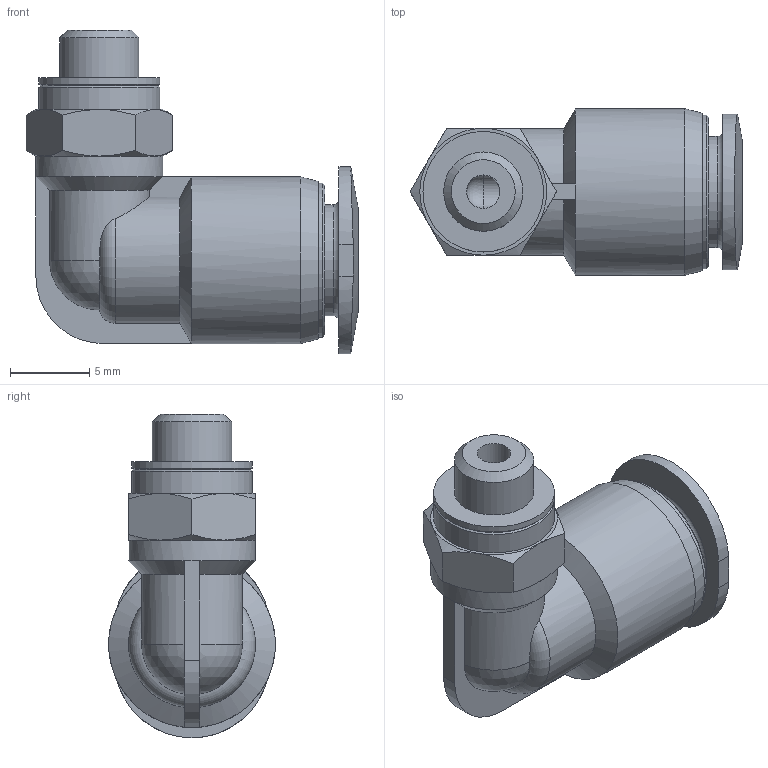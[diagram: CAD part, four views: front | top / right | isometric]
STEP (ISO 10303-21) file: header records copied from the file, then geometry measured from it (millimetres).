
FILE_DESCRIPTION(/* description */ ('STEP AP214'),/* implementation_level */ '2;1');
FILE_NAME(/* name */ '130772_QSML-M5-6-100',/* time_stamp */ '2024-09-10T14:17:54+02:00',/* author */ ('License CC BY-ND 4.0'),/* organization */ ('CADENAS'),/* preprocessor_version */ 'ST-DEVELOPER v19.3',/* originating_system */ 'PARTsolutions',/* authorisation */ ' ');
FILE_SCHEMA (('AUTOMOTIVE_DESIGN {1 0 10303 214 3 1 1}'));
Length unit declared in the file: millimetre
Products named in the file (1): 130772 QSML-M5-6-100
Bounding box: 20.92 x 10.5 x 20.4 mm (x, y, z)
Volume: 1298.7 mm3; surface area: 1425 mm2
Topology: 1 solids, 1 shells, 74 faces, 168 edges, 100 vertices
Faces by surface type: plane 28, cone 22, cylinder 17, torus 4, sphere 3
Full cylindrical faces by diameter (mm): 2.1 x2, 5 x1, 6 x1, 7 x1, 7.6 x2, 8 x1, 9.696 x1, 10.5 x1
Entity records: 2520 total; most frequent: CARTESIAN_POINT 456, DIRECTION 316, ORIENTED_EDGE 290, EDGE_CURVE 145, AXIS2_PLACEMENT_3D 138, EDGE_LOOP 99, FACE_BOUND 99, VERTEX_POINT 96
